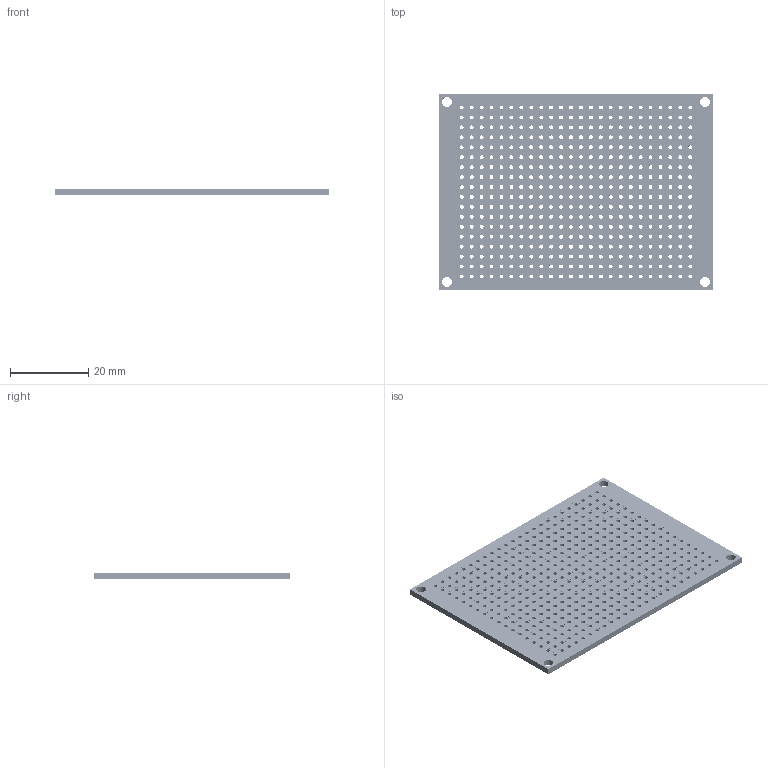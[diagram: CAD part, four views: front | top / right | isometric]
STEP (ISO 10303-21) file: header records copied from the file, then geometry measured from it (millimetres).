
FILE_DESCRIPTION(/* description */ ('Unknown'),/* implementation_level */ '2;1');
FILE_NAME(/* name */ 'PCB_50x70_2,54',/* time_stamp */ '2025-02-02T11:23:22+01:00',/* author */ ('Unknown'),/* organization */ ('Unknown'),/* preprocessor_version */ 'ST-DEVELOPER v19.4',/* originating_system */ 'Solid Edge',/* authorisation */ 'Unknown');
FILE_SCHEMA (('AUTOMOTIVE_DESIGN {1 0 10303 214 3 1 1}'));
Length unit declared in the file: millimetre
Products named in the file (1): PCB_50x70_2,54
Bounding box: 70 x 50 x 1.6 mm (x, y, z)
Volume: 5015.5 mm3; surface area: 8901.5 mm2
Topology: 1 solids, 1 shells, 1306 faces, 3479 edges, 2607 vertices
Faces by surface type: cylinder 868, plane 438
Full cylindrical faces by diameter (mm): 1 x432, 2 x432, 2.5 x4
Entity records: 41426 total; most frequent: DIRECTION 6098, CARTESIAN_POINT 4799, ORIENTED_EDGE 3496, EDGE_LOOP 3478, FACE_BOUND 3478, AXIS2_PLACEMENT_3D 3043, EDGE_CURVE 1748, VERTEX_POINT 1744
